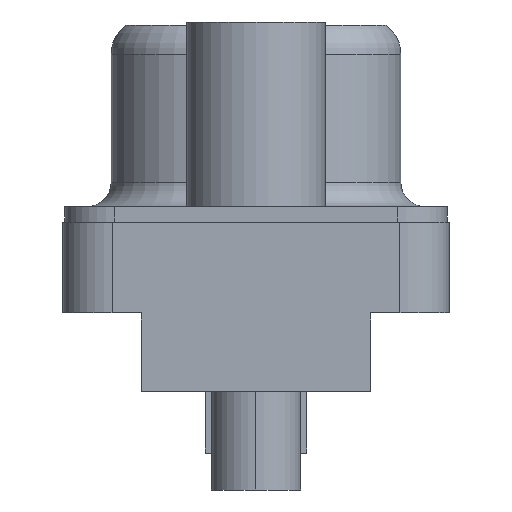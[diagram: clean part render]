
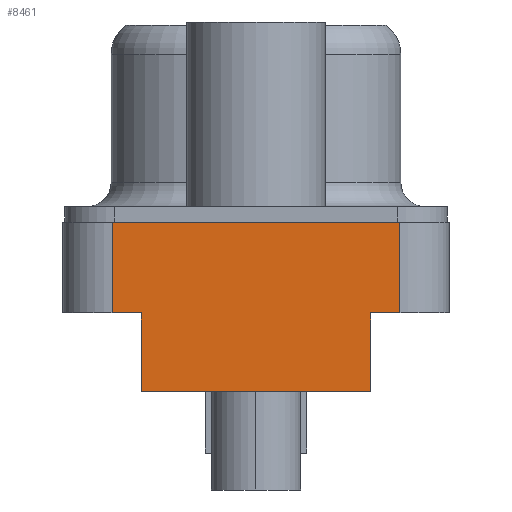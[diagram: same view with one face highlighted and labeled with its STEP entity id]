
A CAD part, left-side view. The second image highlights one B-rep face of the part: STEP entity #8461.
In plain terms, the highlighted planar face has unit normal (-1, 0, 0).
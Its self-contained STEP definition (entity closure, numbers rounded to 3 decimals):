
#991=DIRECTION('',(0.,1.,0.));
#992=VECTOR('',#991,9.35);
#993=CARTESIAN_POINT('',(-15.5,-4.675,-0.5));
#994=LINE('4575',#993,#992);
#1532=DIRECTION('',(0.,1.,0.));
#1533=VECTOR('',#1532,7.45);
#1534=CARTESIAN_POINT('',(-15.5,-3.725,-6.));
#1535=LINE('4726',#1534,#1533);
#1536=DIRECTION('',(0.,0.,1.));
#1537=VECTOR('',#1536,2.55);
#1538=CARTESIAN_POINT('',(-15.5,3.725,-6.));
#1539=LINE('4612',#1538,#1537);
#1540=DIRECTION('',(0.,1.,0.));
#1541=VECTOR('',#1540,0.95);
#1542=CARTESIAN_POINT('',(-15.5,3.725,-3.45));
#1543=LINE('4634',#1542,#1541);
#1544=DIRECTION('',(0.,0.,-1.));
#1545=VECTOR('',#1544,2.95);
#1546=CARTESIAN_POINT('',(-15.5,-4.675,-0.5));
#1547=LINE('4619',#1546,#1545);
#1548=DIRECTION('',(0.,1.,0.));
#1549=VECTOR('',#1548,0.95);
#1550=CARTESIAN_POINT('',(-15.5,-4.675,-3.45));
#1551=LINE('4633',#1550,#1549);
#1552=DIRECTION('',(0.,0.,1.));
#1553=VECTOR('',#1552,2.55);
#1554=CARTESIAN_POINT('',(-15.5,-3.725,-6.));
#1555=LINE('4613',#1554,#1553);
#3841=DIRECTION('',(0.,0.,-1.));
#3842=VECTOR('',#3841,2.95);
#3843=CARTESIAN_POINT('',(-15.5,4.675,-0.5));
#3844=LINE('4620',#3843,#3842);
#5680=CARTESIAN_POINT('',(-15.5,-4.675,-0.5));
#5682=VERTEX_POINT('',#5680);
#5683=CARTESIAN_POINT('',(-15.5,4.675,-0.5));
#5684=VERTEX_POINT('',#5683);
#5700=CARTESIAN_POINT('',(-15.5,3.725,-6.));
#5702=VERTEX_POINT('',#5700);
#5708=CARTESIAN_POINT('',(-15.5,-3.725,-6.));
#5710=VERTEX_POINT('',#5708);
#5715=CARTESIAN_POINT('',(-15.5,3.725,-3.45));
#5716=VERTEX_POINT('',#5715);
#5717=CARTESIAN_POINT('',(-15.5,-3.725,-3.45));
#5718=VERTEX_POINT('',#5717);
#5729=CARTESIAN_POINT('',(-15.5,-4.675,-3.45));
#5730=VERTEX_POINT('',#5729);
#5731=CARTESIAN_POINT('',(-15.5,4.675,-3.45));
#5732=VERTEX_POINT('',#5731);
#8440=CARTESIAN_POINT('',(-15.5,-4.675,-0.5));
#8441=DIRECTION('',(-1.,0.,0.));
#8442=DIRECTION('',(0.,1.,0.));
#8443=AXIS2_PLACEMENT_3D('',#8440,#8441,#8442);
#8444=PLANE('3837',#8443);
#8445=ORIENTED_EDGE('4726',*,*,#8402,.T.);
#8447=ORIENTED_EDGE('4612',*,*,#8446,.T.);
#8449=ORIENTED_EDGE('4634',*,*,#8448,.T.);
#8451=ORIENTED_EDGE('4620',*,*,#8450,.F.);
#8452=ORIENTED_EDGE('4575',*,*,#7669,.F.);
#8454=ORIENTED_EDGE('4619',*,*,#8453,.T.);
#8456=ORIENTED_EDGE('4633',*,*,#8455,.T.);
#8458=ORIENTED_EDGE('4613',*,*,#8457,.F.);
#8459=EDGE_LOOP('3837',(#8445,#8447,#8449,#8451,#8452,#8454,#8456,#8458));
#8460=FACE_OUTER_BOUND('3837',#8459,.F.);
#8461=ADVANCED_FACE('3837',(#8460),#8444,.T.);
#7669=EDGE_CURVE('4575',#5682,#5684,#994,.T.);
#8402=EDGE_CURVE('4726',#5710,#5702,#1535,.T.);
#8446=EDGE_CURVE('4612',#5702,#5716,#1539,.T.);
#8448=EDGE_CURVE('4634',#5716,#5732,#1543,.T.);
#8450=EDGE_CURVE('4620',#5684,#5732,#3844,.T.);
#8453=EDGE_CURVE('4619',#5682,#5730,#1547,.T.);
#8455=EDGE_CURVE('4633',#5730,#5718,#1551,.T.);
#8457=EDGE_CURVE('4613',#5710,#5718,#1555,.T.);
